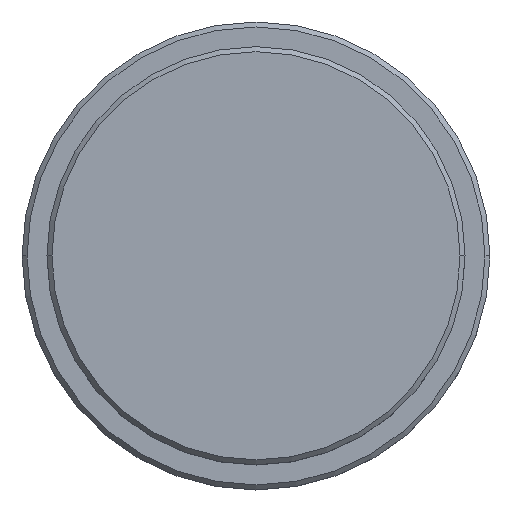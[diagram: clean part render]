
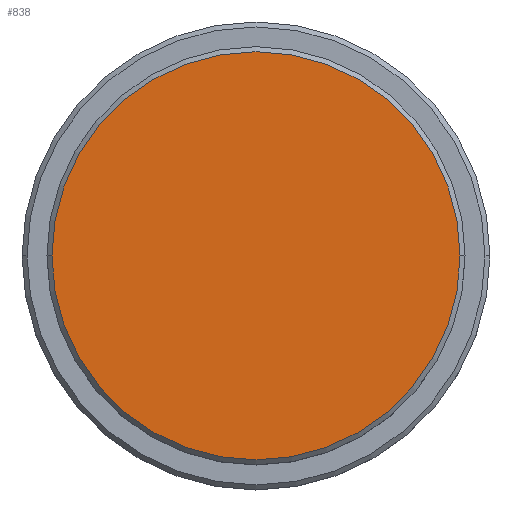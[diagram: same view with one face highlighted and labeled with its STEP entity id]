
A CAD part, top view. The second image highlights one B-rep face of the part: STEP entity #838.
In plain terms, the highlighted planar face has unit normal (0, 0, 1).
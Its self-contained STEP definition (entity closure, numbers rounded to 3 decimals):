
#134 = CARTESIAN_POINT ( 'NONE',  ( 0., 0., 0. ) ) ;
#144 = CIRCLE ( 'NONE', #567, 20.5 ) ;
#331 = DIRECTION ( 'NONE',  ( 1., 0., 0. ) ) ;
#347 = CARTESIAN_POINT ( 'NONE',  ( -20.5, 0., 0. ) ) ;
#476 = EDGE_CURVE ( 'NONE', #929, #747, #1116, .T. ) ;
#499 = CARTESIAN_POINT ( 'NONE',  ( 20.5, 0., 0. ) ) ;
#567 = AXIS2_PLACEMENT_3D ( 'NONE', #134, #802, #797 ) ;
#579 = CARTESIAN_POINT ( 'NONE',  ( 0., 0., 0. ) ) ;
#649 = ORIENTED_EDGE ( 'NONE', *, *, #476, .T. ) ;
#660 = CARTESIAN_POINT ( 'NONE',  ( 0., 0., 0. ) ) ;
#687 = EDGE_LOOP ( 'NONE', ( #921, #649 ) ) ;
#742 = AXIS2_PLACEMENT_3D ( 'NONE', #579, #1241, #1139 ) ;
#747 = VERTEX_POINT ( 'NONE', #347 ) ;
#797 = DIRECTION ( 'NONE',  ( 1., 0., 0. ) ) ;
#802 = DIRECTION ( 'NONE',  ( 0., 0., 1. ) ) ;
#838 = ADVANCED_FACE ( 'NONE', ( #1262 ), #925, .T. ) ;
#921 = ORIENTED_EDGE ( 'NONE', *, *, #1277, .T. ) ;
#925 = PLANE ( 'NONE',  #742 ) ;
#929 = VERTEX_POINT ( 'NONE', #499 ) ;
#1050 = AXIS2_PLACEMENT_3D ( 'NONE', #660, #1099, #331 ) ;
#1099 = DIRECTION ( 'NONE',  ( 0., 0., 1. ) ) ;
#1116 = CIRCLE ( 'NONE', #1050, 20.5 ) ;
#1139 = DIRECTION ( 'NONE',  ( 1., 0., 0. ) ) ;
#1241 = DIRECTION ( 'NONE',  ( 0., 0., 1. ) ) ;
#1262 = FACE_OUTER_BOUND ( 'NONE', #687, .T. ) ;
#1277 = EDGE_CURVE ( 'NONE', #747, #929, #144, .T. ) ;
